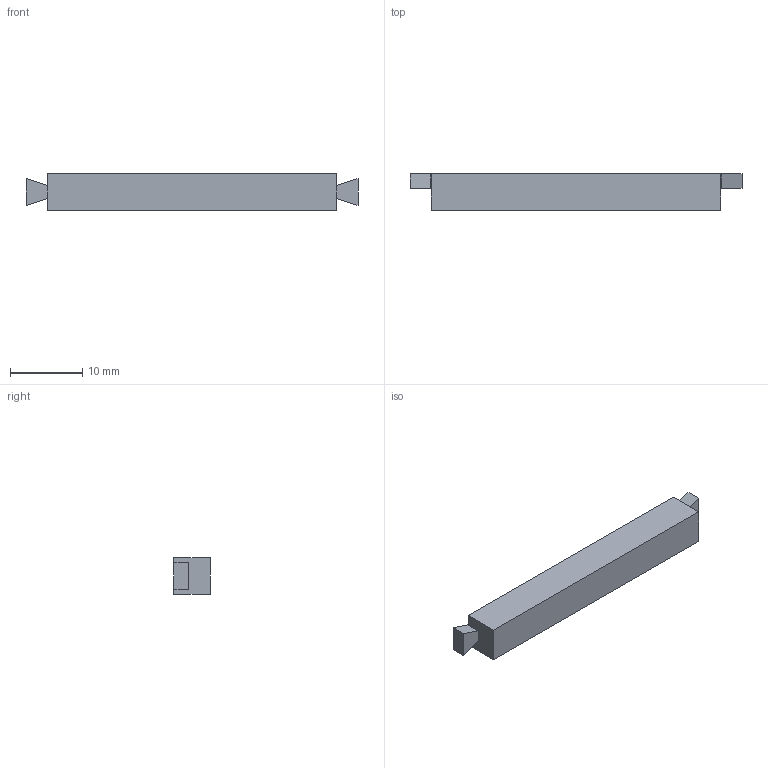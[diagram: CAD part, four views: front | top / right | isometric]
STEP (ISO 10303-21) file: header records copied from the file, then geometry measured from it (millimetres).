
FILE_DESCRIPTION(/* description */ (''),/* implementation_level */ '2;1');
FILE_NAME(/* name */ 'a5ed0a3b-2842-4ee4-a67e-da750a4fde94.stp',/* time_stamp */ '2019-01-08T13:30:35+00:00',/* author */ (''),/* organization */ (''),/* preprocessor_version */ 'ST-DEVELOPER v17.2',/* originating_system */ 'Autodesk Translation Framework v7.6.0.251',/* authorisation */ '');
FILE_SCHEMA (('AUTOMOTIVE_DESIGN { 1 0 10303 214 3 1 1 }'));
Length unit declared in the file: millimetre
Products named in the file (1): standard strut
Bounding box: 45.8 x 5 x 5 mm (x, y, z)
Volume: 1032 mm3; surface area: 914.4 mm2
Topology: 1 solids, 1 shells, 18 faces, 48 edges, 32 vertices
Faces by surface type: plane 18
Entity records: 592 total; most frequent: CARTESIAN_POINT 99, ORIENTED_EDGE 96, DIRECTION 86, LINE 48, VECTOR 48, EDGE_CURVE 48, VERTEX_POINT 32, AXIS2_PLACEMENT_3D 19
